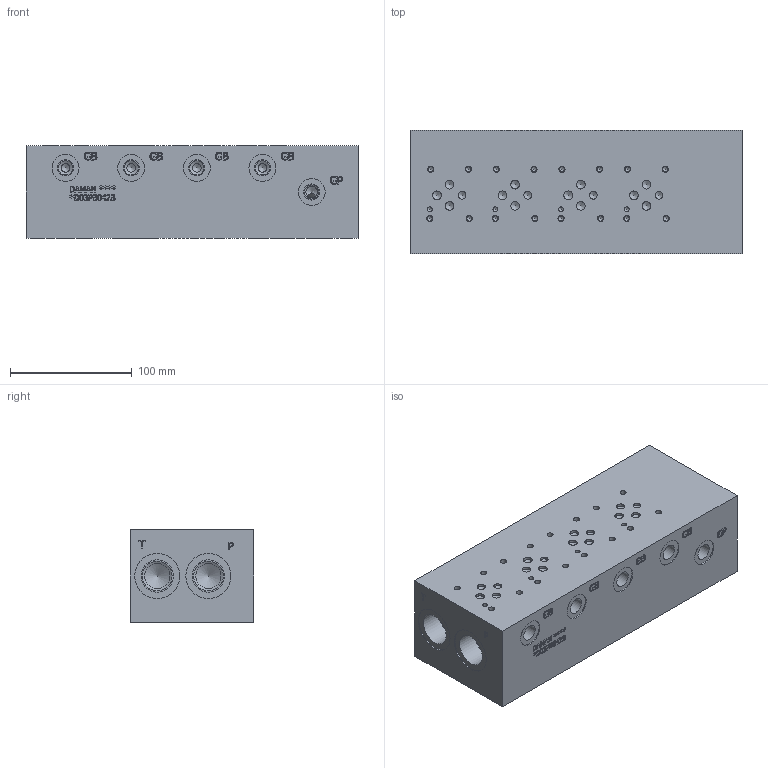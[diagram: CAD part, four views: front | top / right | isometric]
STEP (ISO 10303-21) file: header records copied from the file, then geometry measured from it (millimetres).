
FILE_DESCRIPTION(/* description */ (''),/* implementation_level */ '2;1');
FILE_NAME(/* name */ '_D03PB042B.stp',/* time_stamp */ '2022-11-01T14:28:48-04:00',/* author */ ('mikeh'),/* organization */ (''),/* preprocessor_version */ 'ST-DEVELOPER v18',/* originating_system */ 'Autodesk Inventor 2020',/* authorisation */ '');
FILE_SCHEMA (('AUTOMOTIVE_DESIGN { 1 0 10303 214 3 1 1 }'));
Length unit declared in the file: millimetre
Products named in the file (1): Part_AD03PB042B_3D
Bounding box: 273.05 x 101.6 x 76.2 mm (x, y, z)
Volume: 1899497.7 mm3; surface area: 156007.5 mm2
Topology: 1 solids, 1 shells, 1271 faces, 3501 edges, 2385 vertices
Faces by surface type: plane 655, bspline 376, cylinder 154, cone 86
Full cylindrical faces by diameter (mm): 3.962 x4, 4.216 x16, 5.004 x16, 6.35 x4, 7.137 x20, 8.509 x4, 10.008 x4, 11.684 x9, 13.259 x9, 17.475 x8, 18.923 x8, 20.625 x5, 21.057 x8, 22.123 x9, 24.409 x6, 26.543 x6, 30.683 x8, 37.109 x6, 42.875 x2
Entity records: 43351 total; most frequent: CARTESIAN_POINT 12119, ORIENTED_EDGE 6876, DIRECTION 5036, EDGE_CURVE 3438, VERTEX_POINT 2385, LINE 2096, VECTOR 2096, EDGE_LOOP 1493
